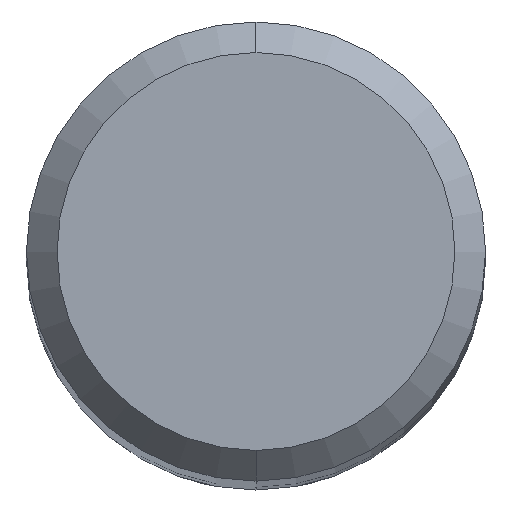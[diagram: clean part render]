
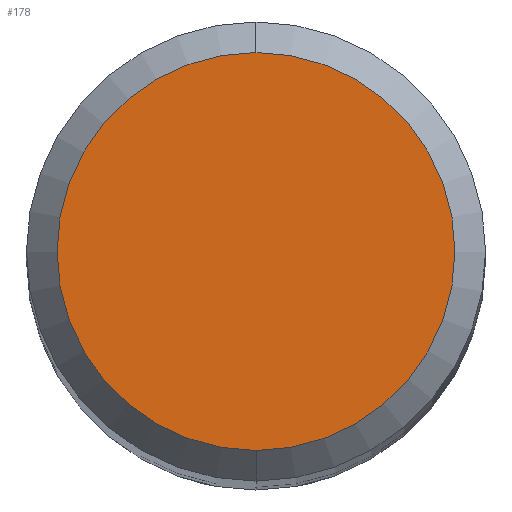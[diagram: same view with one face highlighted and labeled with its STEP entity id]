
A CAD part, top view. The second image highlights one B-rep face of the part: STEP entity #178.
In plain terms, the highlighted planar face has unit normal (0, 0, 1).
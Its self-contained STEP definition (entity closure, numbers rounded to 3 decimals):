
#102=VERTEX_POINT('',#236);
#124=EDGE_CURVE('',#188,#102,#263,.T.);
#136=EDGE_CURVE('',#102,#188,#275,.T.);
#178=ADVANCED_FACE('',(#321),#322,.T.);
#188=VERTEX_POINT('',#335);
#236=CARTESIAN_POINT('',(0.,-2.6,0.0));
#263=CIRCLE('',#413,2.6);
#275=CIRCLE('',#428,2.6);
#321=FACE_OUTER_BOUND('',#486,.T.);
#322=PLANE('',#487);
#335=CARTESIAN_POINT('',(0.0,2.6,0.0));
#413=AXIS2_PLACEMENT_3D('',#578,#579,#580);
#428=AXIS2_PLACEMENT_3D('',#587,#588,#589);
#486=EDGE_LOOP('',(#643,#644));
#487=AXIS2_PLACEMENT_3D('',#645,#646,#647);
#578=CARTESIAN_POINT('',(0.0,0.0,0.0));
#579=DIRECTION('',(0.0,0.0,-1.0));
#580=DIRECTION('',(0.0,1.0,0.0));
#587=CARTESIAN_POINT('',(0.0,0.0,0.0));
#588=DIRECTION('',(0.0,0.0,-1.0));
#589=DIRECTION('',(0.0,1.0,0.0));
#643=ORIENTED_EDGE('',*,*,#124,.F.);
#644=ORIENTED_EDGE('',*,*,#136,.F.);
#645=CARTESIAN_POINT('',(0.0,1.3,0.0));
#646=DIRECTION('',(-0.0,0.0,1.0));
#647=DIRECTION('',(0.0,-1.0,0.0));
